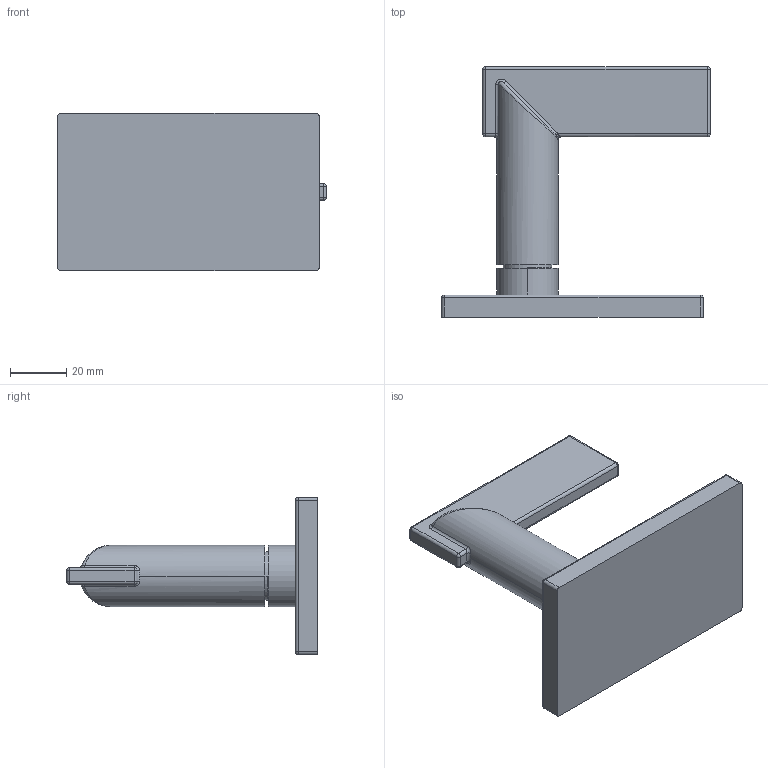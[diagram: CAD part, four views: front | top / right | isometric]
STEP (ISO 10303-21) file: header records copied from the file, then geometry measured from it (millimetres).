
FILE_DESCRIPTION((''),'2;1');
FILE_NAME('3-609','2021-01-04T15:06:11',('jinson.thomas'),(''),'CREO PARAMETRIC BY PTC INC, 2018400','CREO PARAMETRIC BY PTC INC, 2018400','');
FILE_SCHEMA(('CONFIG_CONTROL_DESIGN'));
Length unit declared in the file: inch
Products named in the file (1): 3-609
Bounding box: 95.5 x 89.15 x 55.88 mm (x, y, z)
Volume: 76419.1 mm3; surface area: 21768.4 mm2
Topology: 1 solids, 1 shells, 75 faces, 162 edges, 92 vertices
Faces by surface type: cylinder 32, plane 17, bspline 12, sphere 12, torus 2
Entity records: 2701 total; most frequent: CARTESIAN_POINT 1089, DIRECTION 332, ORIENTED_EDGE 324, EDGE_CURVE 162, AXIS2_PLACEMENT_3D 134, VERTEX_POINT 92, EDGE_LOOP 78, FACE_OUTER_BOUND 75
